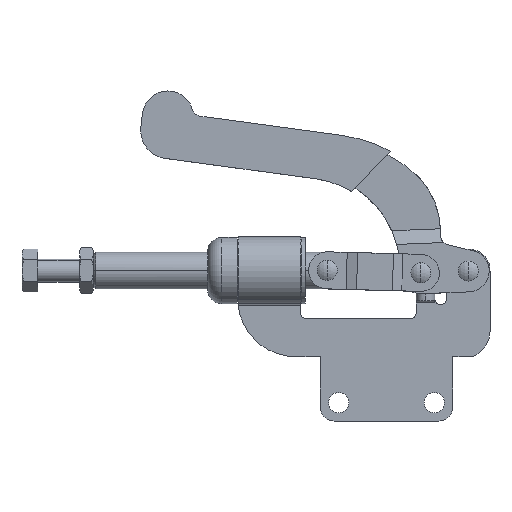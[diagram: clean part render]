
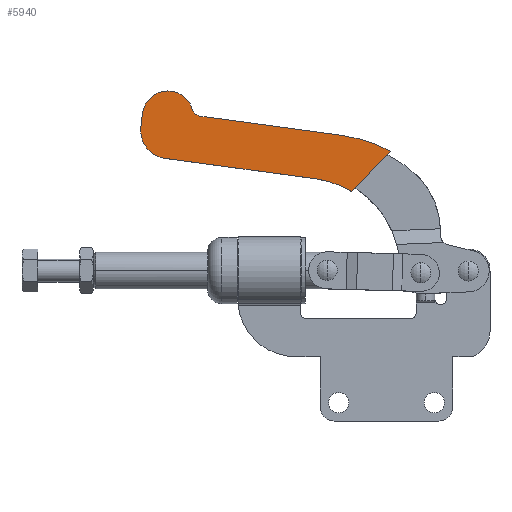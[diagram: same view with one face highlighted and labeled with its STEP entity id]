
A CAD part, top view. The second image highlights one B-rep face of the part: STEP entity #5940.
In plain terms, the highlighted planar face has unit normal (0, 0, 1).
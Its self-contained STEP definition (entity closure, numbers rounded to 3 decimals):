
#57 = DIRECTION ( 'NONE',  ( 0.999, 0.039, 0. ) ) ;
#166 = VERTEX_POINT ( 'NONE', #2549 ) ;
#456 = ORIENTED_EDGE ( 'NONE', *, *, #2915, .T. ) ;
#561 = AXIS2_PLACEMENT_3D ( 'NONE', #7662, #3602, #8321 ) ;
#688 = CARTESIAN_POINT ( 'NONE',  ( -160.46, 52.574, 5. ) ) ;
#782 = AXIS2_PLACEMENT_3D ( 'NONE', #1866, #6608, #2550 ) ;
#934 = EDGE_CURVE ( 'NONE', #2910, #4943, #1188, .T. ) ;
#1097 = VECTOR ( 'NONE', #1244, 1000. ) ;
#1130 = AXIS2_PLACEMENT_3D ( 'NONE', #7624, #3553, #8284 ) ;
#1137 = ORIENTED_EDGE ( 'NONE', *, *, #5956, .T. ) ;
#1188 = CIRCLE ( 'NONE', #1924, 12. ) ;
#1244 = DIRECTION ( 'NONE',  ( -0.068, -0.998, 0. ) ) ;
#1341 = CARTESIAN_POINT ( 'NONE',  ( -124.984, 108.062, 5. ) ) ;
#1484 = FACE_OUTER_BOUND ( 'NONE', #6307, .T. ) ;
#1661 = CARTESIAN_POINT ( 'NONE',  ( -139.011, 101.794, 5. ) ) ;
#1866 = CARTESIAN_POINT ( 'NONE',  ( -80.566, 41.758, 5. ) ) ;
#1924 = AXIS2_PLACEMENT_3D ( 'NONE', #1661, #7172, #8456 ) ;
#2463 = CIRCLE ( 'NONE', #4394, 63.7 ) ;
#2480 = ORIENTED_EDGE ( 'NONE', *, *, #3327, .F. ) ;
#2549 = CARTESIAN_POINT ( 'NONE',  ( -128.586, 110.556, 5. ) ) ;
#2550 = DIRECTION ( 'NONE',  ( 0.999, 0.039, 0. ) ) ;
#2589 = CARTESIAN_POINT ( 'NONE',  ( -140.63, 89.903, 5. ) ) ;
#2656 = VERTEX_POINT ( 'NONE', #7831 ) ;
#2910 = VERTEX_POINT ( 'NONE', #8374 ) ;
#2915 = EDGE_CURVE ( 'NONE', #5113, #5458, #5987, .T. ) ;
#3166 = ORIENTED_EDGE ( 'NONE', *, *, #8381, .T. ) ;
#3168 = CARTESIAN_POINT ( 'NONE',  ( -73.001, 36.694, 5. ) ) ;
#3241 = CARTESIAN_POINT ( 'NONE',  ( -73.001, 36.694, 5. ) ) ;
#3314 = DIRECTION ( 'NONE',  ( 0.999, 0.039, 0. ) ) ;
#3327 = EDGE_CURVE ( 'NONE', #2656, #6153, #8550, .T. ) ;
#3360 = DIRECTION ( 'NONE',  ( 0., 0., 1. ) ) ;
#3373 = ORIENTED_EDGE ( 'NONE', *, *, #6894, .T. ) ;
#3492 = ORIENTED_EDGE ( 'NONE', *, *, #7315, .T. ) ;
#3553 = DIRECTION ( 'NONE',  ( 0., 0., 1. ) ) ;
#3602 = DIRECTION ( 'NONE',  ( 0., 0., 1. ) ) ;
#3714 = ORIENTED_EDGE ( 'NONE', *, *, #7978, .T. ) ;
#3731 = CIRCLE ( 'NONE', #561, 4.268 ) ;
#3832 = CARTESIAN_POINT ( 'NONE',  ( -64.405, 99.811, 5. ) ) ;
#3857 = CARTESIAN_POINT ( 'NONE',  ( -140.63, 89.903, 5. ) ) ;
#3983 = VERTEX_POINT ( 'NONE', #5064 ) ;
#4024 = VECTOR ( 'NONE', #7875, 1000. ) ;
#4028 = DIRECTION ( 'NONE',  ( 0., 0., 1. ) ) ;
#4188 = VERTEX_POINT ( 'NONE', #6151 ) ;
#4190 = VECTOR ( 'NONE', #6009, 1000. ) ;
#4382 = DIRECTION ( 'NONE',  ( 0.69, 0.724, 0. ) ) ;
#4394 = AXIS2_PLACEMENT_3D ( 'NONE', #3168, #4028, #3314 ) ;
#4576 = EDGE_CURVE ( 'NONE', #2656, #2910, #8332, .T. ) ;
#4604 = CARTESIAN_POINT ( 'NONE',  ( -151.002, 101.324, 5. ) ) ;
#4659 = CARTESIAN_POINT ( 'NONE',  ( -150.37, 111.571, 5. ) ) ;
#4834 = AXIS2_PLACEMENT_3D ( 'NONE', #3241, #7966, #57 ) ;
#4943 = VERTEX_POINT ( 'NONE', #4604 ) ;
#4958 = VECTOR ( 'NONE', #8095, 1000. ) ;
#5064 = CARTESIAN_POINT ( 'NONE',  ( -43.247, 93.018, 5. ) ) ;
#5113 = VERTEX_POINT ( 'NONE', #2589 ) ;
#5121 = VERTEX_POINT ( 'NONE', #6661 ) ;
#5174 = ORIENTED_EDGE ( 'NONE', *, *, #4576, .T. ) ;
#5458 = VERTEX_POINT ( 'NONE', #7303 ) ;
#5522 = CIRCLE ( 'NONE', #782, 39.6 ) ;
#5565 = ORIENTED_EDGE ( 'NONE', *, *, #934, .T. ) ;
#5837 = LINE ( 'NONE', #3832, #4024 ) ;
#5940 = ADVANCED_FACE ( 'NONE', ( #1484 ), #6291, .T. ) ;
#5956 = EDGE_CURVE ( 'NONE', #3983, #5121, #2463, .T. ) ;
#5974 = VERTEX_POINT ( 'NONE', #1341 ) ;
#5987 = LINE ( 'NONE', #3857, #4190 ) ;
#6009 = DIRECTION ( 'NONE',  ( 0.991, -0.135, 0. ) ) ;
#6151 = CARTESIAN_POINT ( 'NONE',  ( -59.911, 75.544, 5. ) ) ;
#6153 = VERTEX_POINT ( 'NONE', #7504 ) ;
#6242 = ORIENTED_EDGE ( 'NONE', *, *, #8764, .T. ) ;
#6291 = PLANE ( 'NONE',  #4834 ) ;
#6307 = EDGE_LOOP ( 'NONE', ( #7878, #6242, #2480, #5174, #5565, #3166, #456, #3373, #3492, #1137, #3714 ) ) ;
#6608 = DIRECTION ( 'NONE',  ( 0., 0., -1. ) ) ;
#6661 = CARTESIAN_POINT ( 'NONE',  ( -64.405, 99.811, 5. ) ) ;
#6892 = CIRCLE ( 'NONE', #7357, 11. ) ;
#6894 = EDGE_CURVE ( 'NONE', #5458, #4188, #5522, .T. ) ;
#7020 = VECTOR ( 'NONE', #4382, 1000. ) ;
#7110 = LINE ( 'NONE', #8416, #7020 ) ;
#7172 = DIRECTION ( 'NONE',  ( 0., 0., 1. ) ) ;
#7303 = CARTESIAN_POINT ( 'NONE',  ( -75.222, 80.995, 5. ) ) ;
#7315 = EDGE_CURVE ( 'NONE', #4188, #3983, #7110, .T. ) ;
#7357 = AXIS2_PLACEMENT_3D ( 'NONE', #7430, #3360, #8078 ) ;
#7430 = CARTESIAN_POINT ( 'NONE',  ( -139.285, 108.002, 5. ) ) ;
#7446 = CIRCLE ( 'NONE', #1130, 12. ) ;
#7504 = CARTESIAN_POINT ( 'NONE',  ( -150.259, 108.754, 5. ) ) ;
#7624 = CARTESIAN_POINT ( 'NONE',  ( -139.011, 101.794, 5. ) ) ;
#7662 = CARTESIAN_POINT ( 'NONE',  ( -124.699, 112.32, 5. ) ) ;
#7771 = EDGE_CURVE ( 'NONE', #166, #5974, #3731, .T. ) ;
#7831 = CARTESIAN_POINT ( 'NONE',  ( -150.746, 106.072, 5. ) ) ;
#7875 = DIRECTION ( 'NONE',  ( -0.991, 0.135, 0. ) ) ;
#7878 = ORIENTED_EDGE ( 'NONE', *, *, #7771, .F. ) ;
#7966 = DIRECTION ( 'NONE',  ( 0., 0., 1. ) ) ;
#7978 = EDGE_CURVE ( 'NONE', #5121, #5974, #5837, .T. ) ;
#8078 = DIRECTION ( 'NONE',  ( 0.999, 0.039, 0. ) ) ;
#8095 = DIRECTION ( 'NONE',  ( 0.179, 0.984, 0. ) ) ;
#8284 = DIRECTION ( 'NONE',  ( 0.999, 0.039, 0. ) ) ;
#8321 = DIRECTION ( 'NONE',  ( 0.999, 0.039, 0. ) ) ;
#8332 = LINE ( 'NONE', #4659, #1097 ) ;
#8374 = CARTESIAN_POINT ( 'NONE',  ( -150.983, 102.613, 5. ) ) ;
#8381 = EDGE_CURVE ( 'NONE', #4943, #5113, #7446, .T. ) ;
#8416 = CARTESIAN_POINT ( 'NONE',  ( -43.247, 93.018, 5. ) ) ;
#8456 = DIRECTION ( 'NONE',  ( 0.999, 0.039, 0. ) ) ;
#8550 = LINE ( 'NONE', #688, #4958 ) ;
#8764 = EDGE_CURVE ( 'NONE', #166, #6153, #6892, .T. ) ;
